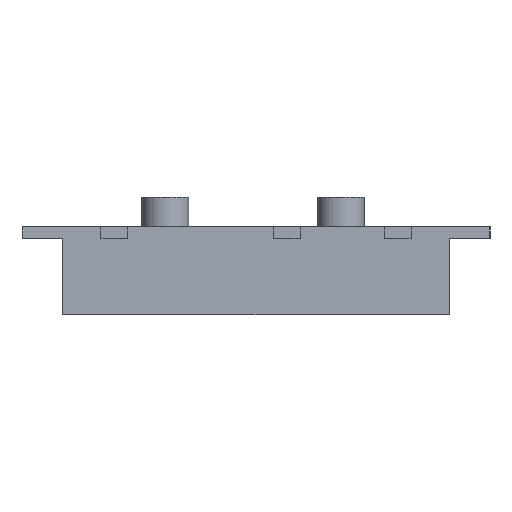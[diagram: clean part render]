
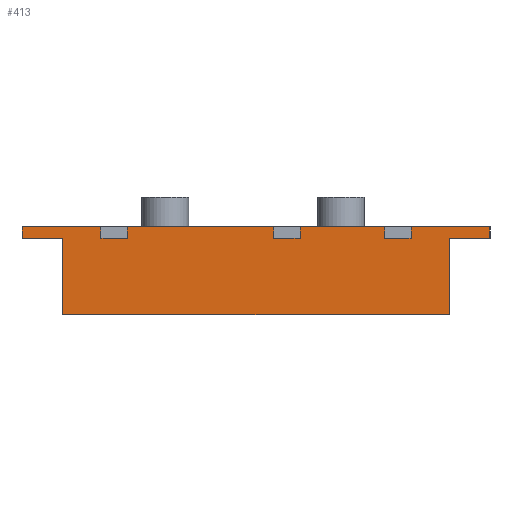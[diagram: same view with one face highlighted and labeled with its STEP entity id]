
A CAD part, front view. The second image highlights one B-rep face of the part: STEP entity #413.
In plain terms, the highlighted planar face has unit normal (0, -1, 0).
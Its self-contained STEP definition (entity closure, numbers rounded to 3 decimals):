
#16 = VECTOR ( 'NONE', #76, 1000. ) ;
#26 = DIRECTION ( 'NONE',  ( 0., 0., 1. ) ) ;
#30 = CARTESIAN_POINT ( 'NONE',  ( -4., -1.35, -0.2 ) ) ;
#38 = ORIENTED_EDGE ( 'NONE', *, *, #666, .F. ) ;
#45 = VERTEX_POINT ( 'NONE', #668 ) ;
#51 = CARTESIAN_POINT ( 'NONE',  ( -3.3, -1.35, -1.5 ) ) ;
#75 = LINE ( 'NONE', #330, #1257 ) ;
#76 = DIRECTION ( 'NONE',  ( -1., 0., 0. ) ) ;
#79 = LINE ( 'NONE', #278, #16 ) ;
#82 = VECTOR ( 'NONE', #764, 1000. ) ;
#84 = CARTESIAN_POINT ( 'NONE',  ( 0.3, -1.35, -0.2 ) ) ;
#97 = EDGE_CURVE ( 'NONE', #227, #704, #1118, .T. ) ;
#105 = DIRECTION ( 'NONE',  ( 1., 0., 0. ) ) ;
#127 = EDGE_CURVE ( 'NONE', #227, #298, #590, .T. ) ;
#128 = DIRECTION ( 'NONE',  ( 0., 0., 1. ) ) ;
#166 = VERTEX_POINT ( 'NONE', #1068 ) ;
#175 = LINE ( 'NONE', #618, #397 ) ;
#181 = LINE ( 'NONE', #325, #208 ) ;
#183 = VECTOR ( 'NONE', #1007, 1000. ) ;
#193 = ORIENTED_EDGE ( 'NONE', *, *, #97, .F. ) ;
#208 = VECTOR ( 'NONE', #257, 1000. ) ;
#211 = ORIENTED_EDGE ( 'NONE', *, *, #127, .T. ) ;
#222 = CARTESIAN_POINT ( 'NONE',  ( 0.754, -1.35, 0. ) ) ;
#227 = VERTEX_POINT ( 'NONE', #318 ) ;
#229 = LINE ( 'NONE', #1206, #183 ) ;
#238 = PLANE ( 'NONE',  #275 ) ;
#252 = DIRECTION ( 'NONE',  ( 1., 0., 0. ) ) ;
#257 = DIRECTION ( 'NONE',  ( 0., 0., 1. ) ) ;
#259 = EDGE_CURVE ( 'NONE', #878, #1046, #175, .T. ) ;
#266 = ORIENTED_EDGE ( 'NONE', *, *, #1246, .T. ) ;
#271 = DIRECTION ( 'NONE',  ( 1., 0., 0. ) ) ;
#273 = DIRECTION ( 'NONE',  ( -1., 0., 0. ) ) ;
#274 = VECTOR ( 'NONE', #458, 1000. ) ;
#275 = AXIS2_PLACEMENT_3D ( 'NONE', #334, #1232, #428 ) ;
#278 = CARTESIAN_POINT ( 'NONE',  ( -2.65, -1.35, -0.2 ) ) ;
#284 = EDGE_CURVE ( 'NONE', #752, #770, #399, .T. ) ;
#292 = EDGE_CURVE ( 'NONE', #964, #770, #754, .T. ) ;
#298 = VERTEX_POINT ( 'NONE', #806 ) ;
#300 = EDGE_CURVE ( 'NONE', #899, #475, #1275, .T. ) ;
#305 = DIRECTION ( 'NONE',  ( 1., 0., 0. ) ) ;
#311 = CARTESIAN_POINT ( 'NONE',  ( -3.3, -1.35, 0. ) ) ;
#318 = CARTESIAN_POINT ( 'NONE',  ( 2.65, -1.35, -0.2 ) ) ;
#320 = EDGE_CURVE ( 'NONE', #752, #45, #75, .T. ) ;
#323 = ORIENTED_EDGE ( 'NONE', *, *, #320, .F. ) ;
#325 = CARTESIAN_POINT ( 'NONE',  ( 4., -1.35, -0.2 ) ) ;
#328 = CARTESIAN_POINT ( 'NONE',  ( -2.2, -1.35, -0.2 ) ) ;
#330 = CARTESIAN_POINT ( 'NONE',  ( -4., -1.35, -0.2 ) ) ;
#334 = CARTESIAN_POINT ( 'NONE',  ( -3.3, -1.35, -1.5 ) ) ;
#347 = EDGE_CURVE ( 'NONE', #166, #753, #229, .T. ) ;
#353 = CARTESIAN_POINT ( 'NONE',  ( -2.2, -1.35, 0. ) ) ;
#356 = ORIENTED_EDGE ( 'NONE', *, *, #300, .T. ) ;
#359 = CARTESIAN_POINT ( 'NONE',  ( 2.2, -1.35, -0.2 ) ) ;
#361 = ORIENTED_EDGE ( 'NONE', *, *, #347, .F. ) ;
#368 = DIRECTION ( 'NONE',  ( 0., 0., 1. ) ) ;
#387 = LINE ( 'NONE', #311, #1218 ) ;
#397 = VECTOR ( 'NONE', #520, 1000. ) ;
#399 = LINE ( 'NONE', #1009, #973 ) ;
#403 = LINE ( 'NONE', #51, #734 ) ;
#413 = ADVANCED_FACE ( 'NONE', ( #626 ), #238, .T. ) ;
#419 = ORIENTED_EDGE ( 'NONE', *, *, #938, .F. ) ;
#424 = LINE ( 'NONE', #359, #643 ) ;
#428 = DIRECTION ( 'NONE',  ( 0., 0., -1. ) ) ;
#450 = VECTOR ( 'NONE', #305, 1000. ) ;
#458 = DIRECTION ( 'NONE',  ( -1., 0., 0. ) ) ;
#469 = VERTEX_POINT ( 'NONE', #867 ) ;
#471 = EDGE_CURVE ( 'NONE', #1291, #773, #862, .T. ) ;
#473 = ORIENTED_EDGE ( 'NONE', *, *, #1182, .T. ) ;
#475 = VERTEX_POINT ( 'NONE', #741 ) ;
#481 = ORIENTED_EDGE ( 'NONE', *, *, #866, .T. ) ;
#494 = CARTESIAN_POINT ( 'NONE',  ( 2.65, -1.35, -0.2 ) ) ;
#503 = LINE ( 'NONE', #855, #524 ) ;
#510 = VECTOR ( 'NONE', #271, 1000. ) ;
#513 = ORIENTED_EDGE ( 'NONE', *, *, #292, .F. ) ;
#514 = DIRECTION ( 'NONE',  ( 1., 0., 0. ) ) ;
#520 = DIRECTION ( 'NONE',  ( 1., 0., 0. ) ) ;
#524 = VECTOR ( 'NONE', #946, 1000. ) ;
#558 = CARTESIAN_POINT ( 'NONE',  ( 0.754, -1.35, -0.2 ) ) ;
#564 = LINE ( 'NONE', #1095, #450 ) ;
#568 = ORIENTED_EDGE ( 'NONE', *, *, #672, .F. ) ;
#570 = LINE ( 'NONE', #1062, #510 ) ;
#590 = LINE ( 'NONE', #652, #274 ) ;
#618 = CARTESIAN_POINT ( 'NONE',  ( 3.3, -1.35, -0.2 ) ) ;
#624 = ORIENTED_EDGE ( 'NONE', *, *, #813, .F. ) ;
#626 = FACE_OUTER_BOUND ( 'NONE', #744, .T. ) ;
#643 = VECTOR ( 'NONE', #1072, 1000. ) ;
#645 = CARTESIAN_POINT ( 'NONE',  ( -3.3, -1.35, -1.5 ) ) ;
#652 = CARTESIAN_POINT ( 'NONE',  ( 2.65, -1.35, -0.2 ) ) ;
#666 = EDGE_CURVE ( 'NONE', #45, #475, #564, .T. ) ;
#668 = CARTESIAN_POINT ( 'NONE',  ( -4., -1.35, 0. ) ) ;
#672 = EDGE_CURVE ( 'NONE', #753, #469, #387, .T. ) ;
#677 = ORIENTED_EDGE ( 'NONE', *, *, #1216, .F. ) ;
#691 = CARTESIAN_POINT ( 'NONE',  ( -2.2, -1.35, -0.2 ) ) ;
#704 = VERTEX_POINT ( 'NONE', #897 ) ;
#707 = VERTEX_POINT ( 'NONE', #713 ) ;
#711 = LINE ( 'NONE', #558, #865 ) ;
#713 = CARTESIAN_POINT ( 'NONE',  ( 3.3, -1.35, -1.5 ) ) ;
#719 = VECTOR ( 'NONE', #724, 1000. ) ;
#724 = DIRECTION ( 'NONE',  ( 0., 0., 1. ) ) ;
#726 = DIRECTION ( 'NONE',  ( 0., 0., 1. ) ) ;
#734 = VECTOR ( 'NONE', #1016, 1000. ) ;
#741 = CARTESIAN_POINT ( 'NONE',  ( -2.65, -1.35, 0. ) ) ;
#742 = CARTESIAN_POINT ( 'NONE',  ( 0.3, -1.35, 0. ) ) ;
#744 = EDGE_LOOP ( 'NONE', ( #361, #1127, #1032, #419, #624, #473, #356, #38, #323, #1008, #513, #481, #1180, #941, #1060, #677, #193, #211, #266, #568 ) ) ;
#749 = CARTESIAN_POINT ( 'NONE',  ( -2.65, -1.35, -0.2 ) ) ;
#752 = VERTEX_POINT ( 'NONE', #30 ) ;
#753 = VERTEX_POINT ( 'NONE', #222 ) ;
#754 = LINE ( 'NONE', #915, #1031 ) ;
#764 = DIRECTION ( 'NONE',  ( 0., 0., 1. ) ) ;
#770 = VERTEX_POINT ( 'NONE', #1228 ) ;
#773 = VERTEX_POINT ( 'NONE', #742 ) ;
#796 = VECTOR ( 'NONE', #368, 1000. ) ;
#806 = CARTESIAN_POINT ( 'NONE',  ( 2.2, -1.35, -0.2 ) ) ;
#813 = EDGE_CURVE ( 'NONE', #1242, #1177, #988, .T. ) ;
#829 = VECTOR ( 'NONE', #26, 1000. ) ;
#851 = CARTESIAN_POINT ( 'NONE',  ( 3.3, -1.35, -0.2 ) ) ;
#855 = CARTESIAN_POINT ( 'NONE',  ( 3.3, -1.35, -1.5 ) ) ;
#862 = LINE ( 'NONE', #933, #796 ) ;
#865 = VECTOR ( 'NONE', #273, 1000. ) ;
#866 = EDGE_CURVE ( 'NONE', #964, #707, #403, .T. ) ;
#867 = CARTESIAN_POINT ( 'NONE',  ( 2.2, -1.35, 0. ) ) ;
#878 = VERTEX_POINT ( 'NONE', #851 ) ;
#888 = EDGE_CURVE ( 'NONE', #1046, #1101, #181, .T. ) ;
#897 = CARTESIAN_POINT ( 'NONE',  ( 2.65, -1.35, 0. ) ) ;
#899 = VERTEX_POINT ( 'NONE', #749 ) ;
#901 = EDGE_CURVE ( 'NONE', #707, #878, #503, .T. ) ;
#915 = CARTESIAN_POINT ( 'NONE',  ( -3.3, -1.35, -1.5 ) ) ;
#933 = CARTESIAN_POINT ( 'NONE',  ( 0.3, -1.35, -0.2 ) ) ;
#938 = EDGE_CURVE ( 'NONE', #1177, #773, #1209, .T. ) ;
#941 = ORIENTED_EDGE ( 'NONE', *, *, #259, .T. ) ;
#946 = DIRECTION ( 'NONE',  ( 0., 0., 1. ) ) ;
#955 = CARTESIAN_POINT ( 'NONE',  ( -3.3, -1.35, 0. ) ) ;
#964 = VERTEX_POINT ( 'NONE', #645 ) ;
#971 = CARTESIAN_POINT ( 'NONE',  ( 4., -1.35, -0.2 ) ) ;
#973 = VECTOR ( 'NONE', #514, 1000. ) ;
#988 = LINE ( 'NONE', #328, #719 ) ;
#1007 = DIRECTION ( 'NONE',  ( 0., 0., 1. ) ) ;
#1008 = ORIENTED_EDGE ( 'NONE', *, *, #284, .T. ) ;
#1009 = CARTESIAN_POINT ( 'NONE',  ( -3.3, -1.35, -0.2 ) ) ;
#1010 = EDGE_CURVE ( 'NONE', #166, #1291, #711, .T. ) ;
#1016 = DIRECTION ( 'NONE',  ( 1., 0., 0. ) ) ;
#1031 = VECTOR ( 'NONE', #128, 1000. ) ;
#1032 = ORIENTED_EDGE ( 'NONE', *, *, #471, .T. ) ;
#1046 = VERTEX_POINT ( 'NONE', #971 ) ;
#1060 = ORIENTED_EDGE ( 'NONE', *, *, #888, .T. ) ;
#1062 = CARTESIAN_POINT ( 'NONE',  ( -3.3, -1.35, 0. ) ) ;
#1068 = CARTESIAN_POINT ( 'NONE',  ( 0.754, -1.35, -0.2 ) ) ;
#1072 = DIRECTION ( 'NONE',  ( 0., 0., 1. ) ) ;
#1095 = CARTESIAN_POINT ( 'NONE',  ( -3.3, -1.35, 0. ) ) ;
#1101 = VERTEX_POINT ( 'NONE', #1169 ) ;
#1118 = LINE ( 'NONE', #494, #82 ) ;
#1119 = CARTESIAN_POINT ( 'NONE',  ( -2.65, -1.35, -0.2 ) ) ;
#1127 = ORIENTED_EDGE ( 'NONE', *, *, #1010, .T. ) ;
#1128 = VECTOR ( 'NONE', #252, 1000. ) ;
#1169 = CARTESIAN_POINT ( 'NONE',  ( 4., -1.35, 0. ) ) ;
#1177 = VERTEX_POINT ( 'NONE', #353 ) ;
#1180 = ORIENTED_EDGE ( 'NONE', *, *, #901, .T. ) ;
#1182 = EDGE_CURVE ( 'NONE', #1242, #899, #79, .T. ) ;
#1206 = CARTESIAN_POINT ( 'NONE',  ( 0.754, -1.35, -0.2 ) ) ;
#1209 = LINE ( 'NONE', #955, #1128 ) ;
#1216 = EDGE_CURVE ( 'NONE', #704, #1101, #570, .T. ) ;
#1218 = VECTOR ( 'NONE', #105, 1000. ) ;
#1228 = CARTESIAN_POINT ( 'NONE',  ( -3.3, -1.35, -0.2 ) ) ;
#1232 = DIRECTION ( 'NONE',  ( 0., -1., 0. ) ) ;
#1242 = VERTEX_POINT ( 'NONE', #691 ) ;
#1246 = EDGE_CURVE ( 'NONE', #298, #469, #424, .T. ) ;
#1257 = VECTOR ( 'NONE', #726, 1000. ) ;
#1275 = LINE ( 'NONE', #1119, #829 ) ;
#1291 = VERTEX_POINT ( 'NONE', #84 ) ;
